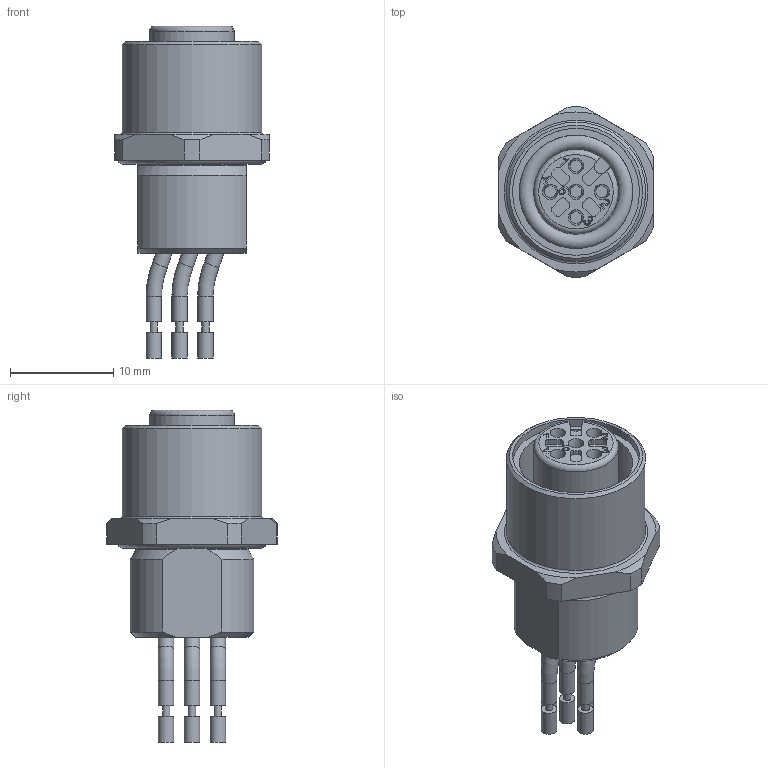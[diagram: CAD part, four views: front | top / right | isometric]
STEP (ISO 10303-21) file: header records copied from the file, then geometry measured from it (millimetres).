
FILE_DESCRIPTION(/* description */ (''),/* implementation_level */ '2;1');
FILE_NAME(/* name */ 'AL-FVM12KUA5-m_M12.stp',/* time_stamp */ '2018-01-29T16:51:26+01:00',/* author */ (''),/* organization */ (''),/* preprocessor_version */ 'ST-DEVELOPER v16',/* originating_system */ 'SIEMENS PLM Software NX 10.0',/* authorisation */ '');
FILE_SCHEMA (('AUTOMOTIVE_DESIGN { 1 0 10303 214 3 1 1 1 }'));
Length unit declared in the file: millimetre
Products named in the file (1): AL-FVM12KUA5-m_M12_stp
Bounding box: 15 x 16.49 x 32.15 mm (x, y, z)
Volume: 2576.4 mm3; surface area: 2013.4 mm2
Topology: 1 solids, 1 shells, 214 faces, 534 edges, 357 vertices
Faces by surface type: plane 90, cylinder 57, extrusion 32, torus 18, cone 17
Full cylindrical faces by diameter (mm): 0.7 x5, 1.15 x5, 1.5 x10, 11 x1, 12.01 x1, 12.3 x1, 13.5 x1
Entity records: 6789 total; most frequent: CARTESIAN_POINT 2013, ORIENTED_EDGE 938, DIRECTION 909, EDGE_CURVE 469, VERTEX_POINT 336, AXIS2_PLACEMENT_3D 328, EDGE_LOOP 293, VECTOR 253
